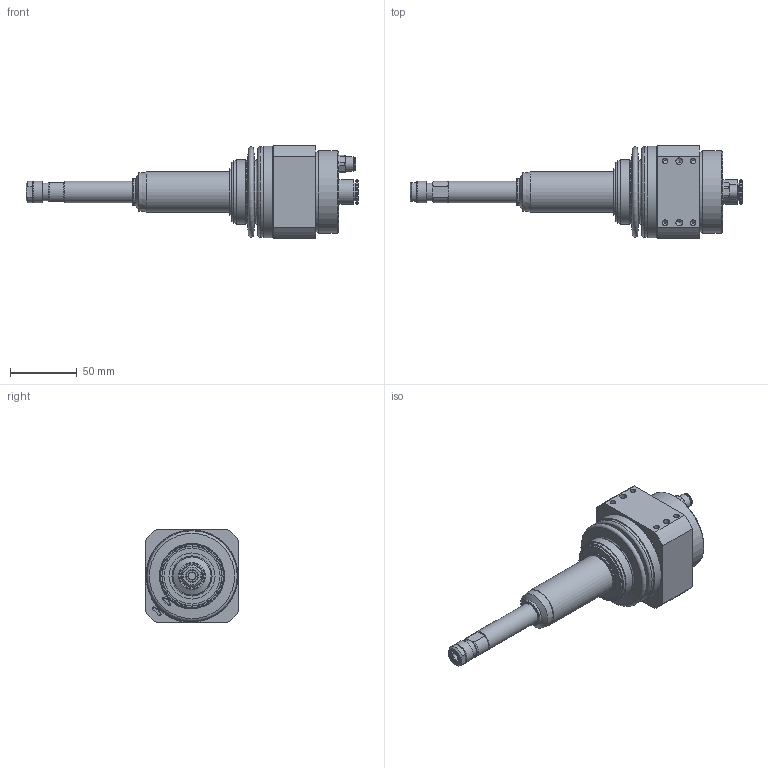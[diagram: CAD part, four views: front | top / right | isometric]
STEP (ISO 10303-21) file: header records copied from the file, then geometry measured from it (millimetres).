
FILE_DESCRIPTION(/* description */ ('ESR 353'),/* implementation_level */ '2;1');
FILE_NAME(/* name */ 'ESR 353_60059785.stp',/* time_stamp */ '2023-08-07T15:55:59+02:00',/* author */ ('DSteinicke'),/* organization */ (''),/* preprocessor_version */ 'ST-DEVELOPER v19.2',/* originating_system */ 'Autodesk Inventor 2024',/* authorisation */ '');
FILE_SCHEMA (('AUTOMOTIVE_DESIGN { 1 0 10303 214 3 1 1 }'));
Length unit declared in the file: millimetre
Products named in the file (1): 60059785
Bounding box: 248.56 x 70 x 70 mm (x, y, z)
Volume: 353634.5 mm3; surface area: 47457.9 mm2
Topology: 1 solids, 3 shells, 265 faces, 656 edges, 423 vertices
Faces by surface type: plane 111, cylinder 97, cone 50, torus 7
Full cylindrical faces by diameter (mm): 4.134 x4, 4.99 x2, 5 x2, 6 x2, 7.2 x1, 8.565 x1, 8.566 x1, 9.2 x1, 9.9 x1, 10.6 x1, 12 x1, 12.19 x1, 13 x1, 13.2 x1, 16 x2, 18.5 x2, 20 x1, 29 x2, 30 x1, 34 x1, 34.5 x1, 45 x1, 47 x1, 60 x1, 62 x1, 67.5 x1
Entity records: 8613 total; most frequent: CARTESIAN_POINT 1823, DIRECTION 1403, ORIENTED_EDGE 1308, EDGE_CURVE 654, AXIS2_PLACEMENT_3D 566, VERTEX_POINT 423, EDGE_LOOP 311, CIRCLE 300
